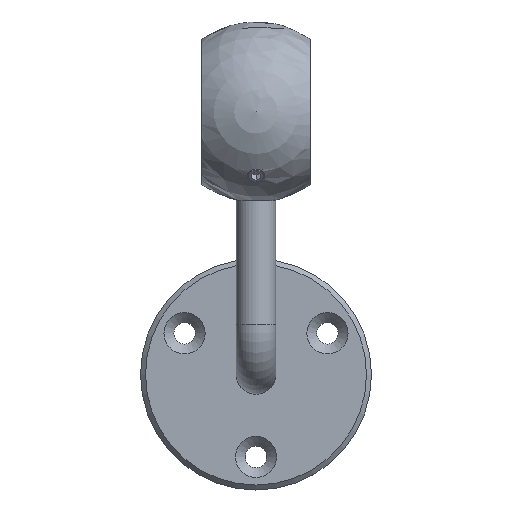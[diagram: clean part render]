
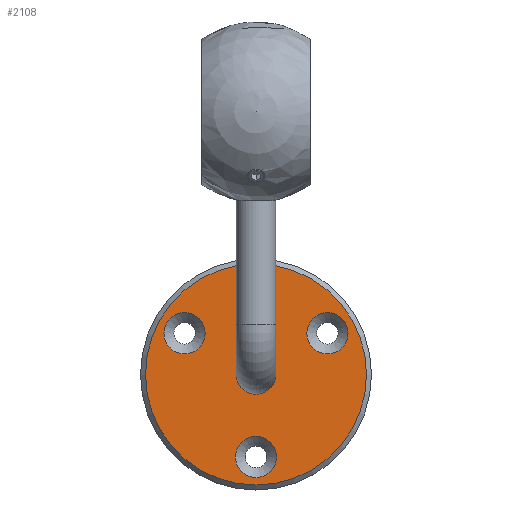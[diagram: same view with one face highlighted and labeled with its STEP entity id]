
A CAD part, top view. The second image highlights one B-rep face of the part: STEP entity #2108.
In plain terms, the highlighted planar face has unit normal (0, 0, 1).
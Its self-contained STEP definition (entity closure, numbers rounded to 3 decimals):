
#48 = AXIS2_PLACEMENT_3D ( 'NONE', #2174, #8183, #10520 ) ;
#155 = ORIENTED_EDGE ( 'NONE', *, *, #2487, .F. ) ;
#190 = VERTEX_POINT ( 'NONE', #5315 ) ;
#561 = VERTEX_POINT ( 'NONE', #14605 ) ;
#921 = FACE_BOUND ( 'NONE', #6269, .T. ) ;
#936 = VERTEX_POINT ( 'NONE', #2786 ) ;
#1141 = AXIS2_PLACEMENT_3D ( 'NONE', #15213, #8167, #12769 ) ;
#1194 = CARTESIAN_POINT ( 'NONE',  ( 21.651, 12.5, 6. ) ) ;
#1247 = ORIENTED_EDGE ( 'NONE', *, *, #4885, .F. ) ;
#1347 = EDGE_LOOP ( 'NONE', ( #13439 ) ) ;
#1658 = CIRCLE ( 'NONE', #1141, 6.25 ) ;
#1969 = CARTESIAN_POINT ( 'NONE',  ( 6.25, -25., 6. ) ) ;
#2000 = FACE_BOUND ( 'NONE', #1347, .T. ) ;
#2108 = ADVANCED_FACE ( 'NONE', ( #11895, #2000, #921, #3663, #8791 ), #15231, .T. ) ;
#2174 = CARTESIAN_POINT ( 'NONE',  ( 0., 0., 6. ) ) ;
#2240 = EDGE_LOOP ( 'NONE', ( #3309 ) ) ;
#2334 = EDGE_CURVE ( 'NONE', #190, #190, #14898, .T. ) ;
#2487 = EDGE_CURVE ( 'NONE', #936, #936, #1658, .T. ) ;
#2786 = CARTESIAN_POINT ( 'NONE',  ( -15.401, 12.5, 6. ) ) ;
#3186 = CIRCLE ( 'NONE', #11521, 6.25 ) ;
#3229 = DIRECTION ( 'NONE',  ( 0., 0., 1. ) ) ;
#3309 = ORIENTED_EDGE ( 'NONE', *, *, #14519, .T. ) ;
#3663 = FACE_BOUND ( 'NONE', #9180, .T. ) ;
#4241 = CARTESIAN_POINT ( 'NONE',  ( 33.5, 0., 6. ) ) ;
#4584 = ORIENTED_EDGE ( 'NONE', *, *, #12823, .F. ) ;
#4885 = EDGE_CURVE ( 'NONE', #561, #561, #8953, .T. ) ;
#5315 = CARTESIAN_POINT ( 'NONE',  ( 3.25, 0., 6. ) ) ;
#5491 = VERTEX_POINT ( 'NONE', #1969 ) ;
#5854 = DIRECTION ( 'NONE',  ( 1., 0., 0. ) ) ;
#6269 = EDGE_LOOP ( 'NONE', ( #1247 ) ) ;
#7420 = CIRCLE ( 'NONE', #9280, 33.5 ) ;
#7568 = CARTESIAN_POINT ( 'NONE',  ( 0., 0., 6. ) ) ;
#7940 = AXIS2_PLACEMENT_3D ( 'NONE', #1194, #12911, #5854 ) ;
#8167 = DIRECTION ( 'NONE',  ( 0., 0., 1. ) ) ;
#8183 = DIRECTION ( 'NONE',  ( 0., 0., 1. ) ) ;
#8478 = EDGE_LOOP ( 'NONE', ( #4584 ) ) ;
#8791 = FACE_BOUND ( 'NONE', #8478, .T. ) ;
#8953 = CIRCLE ( 'NONE', #7940, 6.25 ) ;
#9180 = EDGE_LOOP ( 'NONE', ( #155 ) ) ;
#9280 = AXIS2_PLACEMENT_3D ( 'NONE', #14909, #3229, #14858 ) ;
#9477 = AXIS2_PLACEMENT_3D ( 'NONE', #7568, #13331, #14630 ) ;
#10520 = DIRECTION ( 'NONE',  ( 1., 0., 0. ) ) ;
#11521 = AXIS2_PLACEMENT_3D ( 'NONE', #13014, #14199, #14012 ) ;
#11895 = FACE_OUTER_BOUND ( 'NONE', #2240, .T. ) ;
#12769 = DIRECTION ( 'NONE',  ( 1., 0., 0. ) ) ;
#12823 = EDGE_CURVE ( 'NONE', #5491, #5491, #3186, .T. ) ;
#12911 = DIRECTION ( 'NONE',  ( 0., 0., 1. ) ) ;
#13014 = CARTESIAN_POINT ( 'NONE',  ( 0., -25., 6. ) ) ;
#13331 = DIRECTION ( 'NONE',  ( 0., 0., 1. ) ) ;
#13439 = ORIENTED_EDGE ( 'NONE', *, *, #2334, .F. ) ;
#14012 = DIRECTION ( 'NONE',  ( 1., 0., 0. ) ) ;
#14199 = DIRECTION ( 'NONE',  ( 0., 0., 1. ) ) ;
#14519 = EDGE_CURVE ( 'NONE', #14879, #14879, #7420, .T. ) ;
#14605 = CARTESIAN_POINT ( 'NONE',  ( 27.901, 12.5, 6. ) ) ;
#14630 = DIRECTION ( 'NONE',  ( 1., 0., 0. ) ) ;
#14858 = DIRECTION ( 'NONE',  ( 1., 0., 0. ) ) ;
#14879 = VERTEX_POINT ( 'NONE', #4241 ) ;
#14898 = CIRCLE ( 'NONE', #9477, 3.25 ) ;
#14909 = CARTESIAN_POINT ( 'NONE',  ( 0., 0., 6. ) ) ;
#15213 = CARTESIAN_POINT ( 'NONE',  ( -21.651, 12.5, 6. ) ) ;
#15231 = PLANE ( 'NONE',  #48 ) ;
